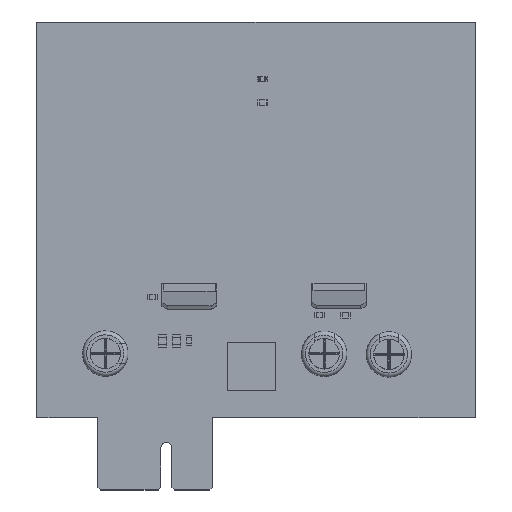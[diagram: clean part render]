
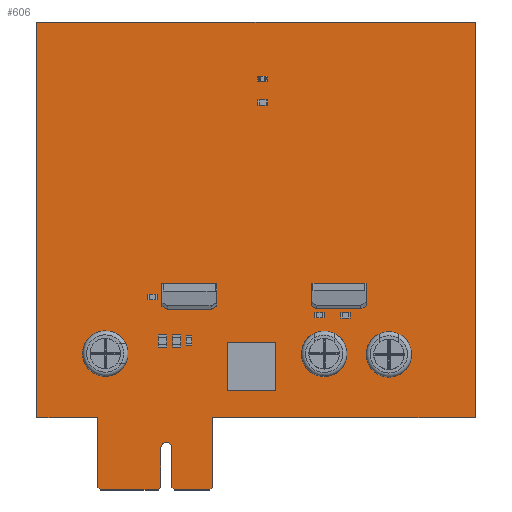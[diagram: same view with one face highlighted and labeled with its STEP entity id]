
A CAD part, top view. The second image highlights one B-rep face of the part: STEP entity #606.
In plain terms, the highlighted planar face has unit normal (0, 0, 1).
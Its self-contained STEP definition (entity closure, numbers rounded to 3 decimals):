
#91 = VERTEX_POINT('',#92);
#92 = CARTESIAN_POINT('',(-20.55,0.,0.));
#98 = EDGE_CURVE('',#91,#99,#101,.T.);
#99 = VERTEX_POINT('',#100);
#100 = CARTESIAN_POINT('',(-9.8,0.,0.));
#101 = LINE('',#102,#103);
#102 = CARTESIAN_POINT('',(-20.55,0.,0.));
#103 = VECTOR('',#104,1.);
#104 = DIRECTION('',(1.,0.,0.));
#129 = EDGE_CURVE('',#99,#130,#132,.T.);
#130 = VERTEX_POINT('',#131);
#131 = CARTESIAN_POINT('',(-9.8,-12.25,0.));
#132 = LINE('',#133,#134);
#133 = CARTESIAN_POINT('',(-9.8,0.,0.));
#134 = VECTOR('',#135,1.);
#135 = DIRECTION('',(0.,-1.,0.));
#160 = EDGE_CURVE('',#130,#161,#163,.T.);
#161 = VERTEX_POINT('',#162);
#162 = CARTESIAN_POINT('',(-9.3,-12.75,0.));
#163 = LINE('',#164,#165);
#164 = CARTESIAN_POINT('',(-9.8,-12.25,0.));
#165 = VECTOR('',#166,1.);
#166 = DIRECTION('',(0.707,-0.707,0.));
#191 = EDGE_CURVE('',#161,#192,#194,.T.);
#192 = VERTEX_POINT('',#193);
#193 = CARTESIAN_POINT('',(0.9,-12.75,0.));
#194 = LINE('',#195,#196);
#195 = CARTESIAN_POINT('',(-9.3,-12.75,0.));
#196 = VECTOR('',#197,1.);
#197 = DIRECTION('',(1.,0.,0.));
#222 = EDGE_CURVE('',#192,#223,#225,.T.);
#223 = VERTEX_POINT('',#224);
#224 = CARTESIAN_POINT('',(1.4,-12.25,0.));
#225 = LINE('',#226,#227);
#226 = CARTESIAN_POINT('',(0.9,-12.75,0.));
#227 = VECTOR('',#228,1.);
#228 = DIRECTION('',(0.707,0.707,0.));
#253 = EDGE_CURVE('',#223,#254,#256,.T.);
#254 = VERTEX_POINT('',#255);
#255 = CARTESIAN_POINT('',(1.4,-5.3,0.));
#256 = LINE('',#257,#258);
#257 = CARTESIAN_POINT('',(1.4,-12.25,0.));
#258 = VECTOR('',#259,1.);
#259 = DIRECTION('',(0.,1.,0.));
#284 = EDGE_CURVE('',#254,#285,#287,.T.);
#285 = VERTEX_POINT('',#286);
#286 = CARTESIAN_POINT('',(3.3,-5.3,0.));
#287 = CIRCLE('',#288,0.95);
#288 = AXIS2_PLACEMENT_3D('',#289,#290,#291);
#289 = CARTESIAN_POINT('',(2.35,-5.3,0.));
#290 = DIRECTION('',(0.,0.,-1.));
#291 = DIRECTION('',(-1.,0.,0.));
#317 = EDGE_CURVE('',#285,#318,#320,.T.);
#318 = VERTEX_POINT('',#319);
#319 = CARTESIAN_POINT('',(3.3,-12.25,0.));
#320 = LINE('',#321,#322);
#321 = CARTESIAN_POINT('',(3.3,-5.3,0.));
#322 = VECTOR('',#323,1.);
#323 = DIRECTION('',(0.,-1.,0.));
#348 = EDGE_CURVE('',#318,#349,#351,.T.);
#349 = VERTEX_POINT('',#350);
#350 = CARTESIAN_POINT('',(3.8,-12.75,0.));
#351 = LINE('',#352,#353);
#352 = CARTESIAN_POINT('',(3.3,-12.25,0.));
#353 = VECTOR('',#354,1.);
#354 = DIRECTION('',(0.707,-0.707,0.));
#379 = EDGE_CURVE('',#349,#380,#382,.T.);
#380 = VERTEX_POINT('',#381);
#381 = CARTESIAN_POINT('',(10.,-12.75,0.));
#382 = LINE('',#383,#384);
#383 = CARTESIAN_POINT('',(3.8,-12.75,0.));
#384 = VECTOR('',#385,1.);
#385 = DIRECTION('',(1.,0.,0.));
#410 = EDGE_CURVE('',#380,#411,#413,.T.);
#411 = VERTEX_POINT('',#412);
#412 = CARTESIAN_POINT('',(10.5,-12.25,0.));
#413 = LINE('',#414,#415);
#414 = CARTESIAN_POINT('',(10.,-12.75,0.));
#415 = VECTOR('',#416,1.);
#416 = DIRECTION('',(0.707,0.707,0.));
#441 = EDGE_CURVE('',#411,#442,#444,.T.);
#442 = VERTEX_POINT('',#443);
#443 = CARTESIAN_POINT('',(10.5,0.,0.));
#444 = LINE('',#445,#446);
#445 = CARTESIAN_POINT('',(10.5,-12.25,0.));
#446 = VECTOR('',#447,1.);
#447 = DIRECTION('',(0.,1.,0.));
#472 = EDGE_CURVE('',#442,#473,#475,.T.);
#473 = VERTEX_POINT('',#474);
#474 = CARTESIAN_POINT('',(56.95,0.,0.));
#475 = LINE('',#476,#477);
#476 = CARTESIAN_POINT('',(10.5,0.,0.));
#477 = VECTOR('',#478,1.);
#478 = DIRECTION('',(1.,0.,0.));
#503 = EDGE_CURVE('',#473,#504,#506,.T.);
#504 = VERTEX_POINT('',#505);
#505 = CARTESIAN_POINT('',(56.95,70.,0.));
#506 = LINE('',#507,#508);
#507 = CARTESIAN_POINT('',(56.95,0.,0.));
#508 = VECTOR('',#509,1.);
#509 = DIRECTION('',(0.,1.,0.));
#534 = EDGE_CURVE('',#504,#535,#537,.T.);
#535 = VERTEX_POINT('',#536);
#536 = CARTESIAN_POINT('',(-20.55,70.,0.));
#537 = LINE('',#538,#539);
#538 = CARTESIAN_POINT('',(56.95,70.,0.));
#539 = VECTOR('',#540,1.);
#540 = DIRECTION('',(-1.,0.,0.));
#565 = EDGE_CURVE('',#535,#91,#566,.T.);
#566 = LINE('',#567,#568);
#567 = CARTESIAN_POINT('',(-20.55,70.,0.));
#568 = VECTOR('',#569,1.);
#569 = DIRECTION('',(0.,-1.,0.));
#606 = ADVANCED_FACE('',(#607),#625,.T.);
#607 = FACE_BOUND('',#608,.T.);
#608 = EDGE_LOOP('',(#609,#610,#611,#612,#613,#614,#615,#616,#617,#618,
    #619,#620,#621,#622,#623,#624));
#609 = ORIENTED_EDGE('',*,*,#98,.T.);
#610 = ORIENTED_EDGE('',*,*,#129,.T.);
#611 = ORIENTED_EDGE('',*,*,#160,.T.);
#612 = ORIENTED_EDGE('',*,*,#191,.T.);
#613 = ORIENTED_EDGE('',*,*,#222,.T.);
#614 = ORIENTED_EDGE('',*,*,#253,.T.);
#615 = ORIENTED_EDGE('',*,*,#284,.T.);
#616 = ORIENTED_EDGE('',*,*,#317,.T.);
#617 = ORIENTED_EDGE('',*,*,#348,.T.);
#618 = ORIENTED_EDGE('',*,*,#379,.T.);
#619 = ORIENTED_EDGE('',*,*,#410,.T.);
#620 = ORIENTED_EDGE('',*,*,#441,.T.);
#621 = ORIENTED_EDGE('',*,*,#472,.T.);
#622 = ORIENTED_EDGE('',*,*,#503,.T.);
#623 = ORIENTED_EDGE('',*,*,#534,.T.);
#624 = ORIENTED_EDGE('',*,*,#565,.T.);
#625 = PLANE('',#626);
#626 = AXIS2_PLACEMENT_3D('',#627,#628,#629);
#627 = CARTESIAN_POINT('',(-20.55,0.,0.));
#628 = DIRECTION('',(0.,0.,1.));
#629 = DIRECTION('',(1.,0.,0.));
